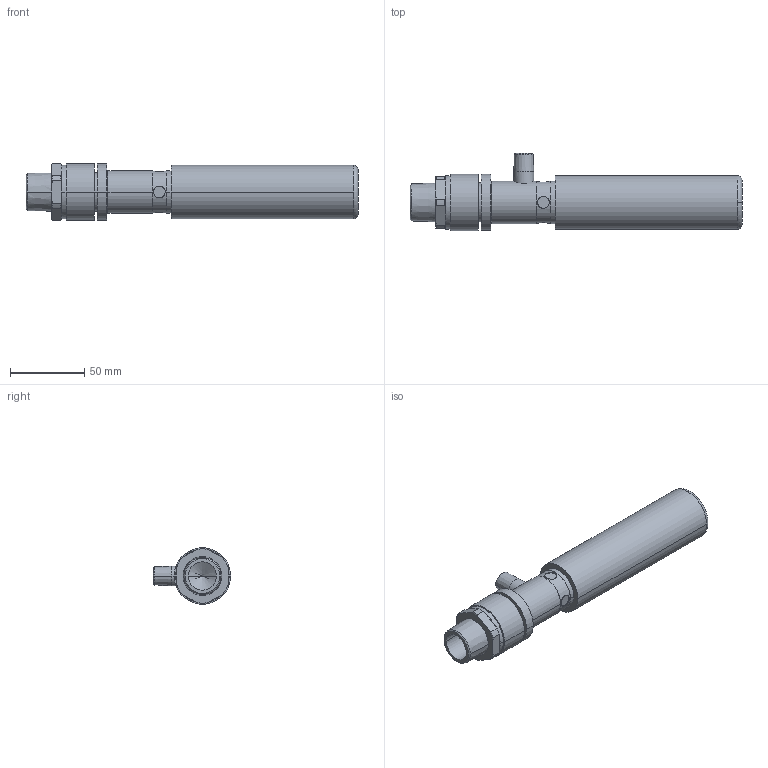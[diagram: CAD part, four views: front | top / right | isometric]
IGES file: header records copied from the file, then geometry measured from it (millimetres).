
Global section: file name: No Iges File Name specified; native system: AutoDesk Inventor R11.0; preprocessor: AutoDesk Inventor Iges Exporter R11.0; author: No Author specified; organization: No Organization specified; date: 20070315.124713; units: inch
Bounding box: 223.95 x 52.01 x 38.07 mm (x, y, z)
Volume: 200082.3 mm3; surface area: 30622.2 mm2
Topology: 1 solids, 1 shells, 97 faces, 231 edges, 144 vertices
Faces by surface type: plane 33, cylinder 24, bspline 20, cone 10, revolution 8, torus 2
